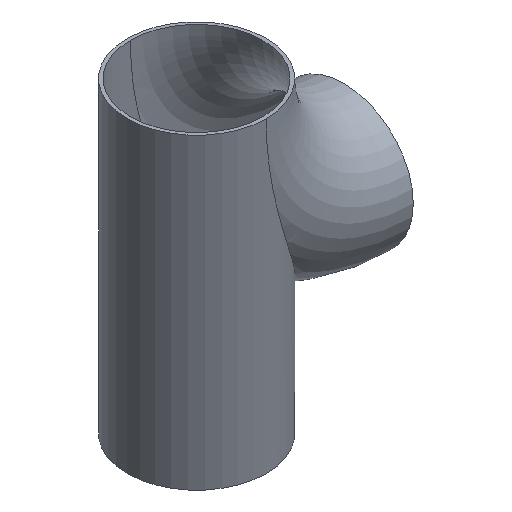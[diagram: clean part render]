
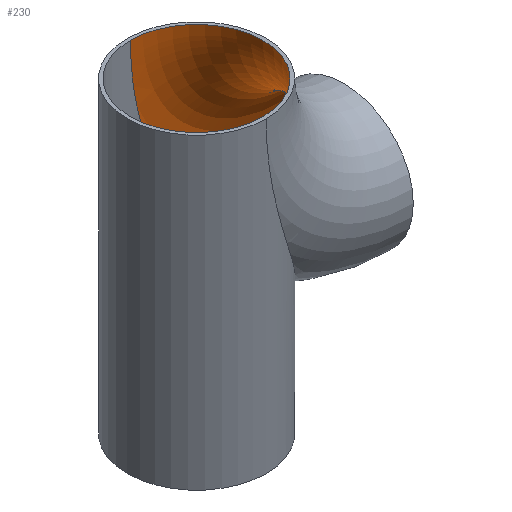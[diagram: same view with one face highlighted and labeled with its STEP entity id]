
A CAD part, isometric view. The second image highlights one B-rep face of the part: STEP entity #230.
In plain terms, the highlighted toroidal (fillet/blend) face has major radius 90 mm and minor radius 40.5 mm.
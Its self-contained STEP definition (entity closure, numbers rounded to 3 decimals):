
#73=CARTESIAN_POINT('',(0.,40.5,0.));
#74=VERTEX_POINT('',#73);
#75=CARTESIAN_POINT('',(0.,-40.5,0.));
#76=VERTEX_POINT('',#75);
#77=CARTESIAN_POINT('',(0.,40.5,0.));
#78=CARTESIAN_POINT('',(0.,40.5,-0.149));
#79=CARTESIAN_POINT('',(0.,40.5,-0.299));
#80=CARTESIAN_POINT('',(0.001,40.5,-0.448));
#81=CARTESIAN_POINT('',(0.019,40.5,-8.024));
#82=CARTESIAN_POINT('',(0.515,40.505,-15.197));
#83=CARTESIAN_POINT('',(1.339,40.478,-21.956));
#84=CARTESIAN_POINT('',(1.883,40.46,-26.416));
#85=CARTESIAN_POINT('',(2.571,40.426,-30.697));
#86=CARTESIAN_POINT('',(3.363,40.36,-34.793));
#87=CARTESIAN_POINT('',(3.811,40.323,-37.114));
#88=CARTESIAN_POINT('',(4.293,40.275,-39.376));
#89=CARTESIAN_POINT('',(4.802,40.214,-41.578));
#90=CARTESIAN_POINT('',(5.116,40.177,-42.938));
#91=CARTESIAN_POINT('',(5.44,40.134,-44.276));
#92=CARTESIAN_POINT('',(5.777,40.086,-45.604));
#93=CARTESIAN_POINT('',(8.588,39.681,-56.7));
#94=CARTESIAN_POINT('',(12.197,38.854,-66.905));
#95=CARTESIAN_POINT('',(16.108,37.159,-76.151));
#96=CARTESIAN_POINT('',(17.467,36.57,-79.362));
#97=CARTESIAN_POINT('',(18.862,35.877,-82.457));
#98=CARTESIAN_POINT('',(20.275,35.06,-85.434));
#99=CARTESIAN_POINT('',(20.721,34.802,-86.374));
#100=CARTESIAN_POINT('',(21.168,34.532,-87.3));
#101=CARTESIAN_POINT('',(21.612,34.252,-88.205));
#102=CARTESIAN_POINT('',(23.845,32.843,-92.763));
#103=CARTESIAN_POINT('',(26.011,31.169,-96.834));
#104=CARTESIAN_POINT('',(28.025,29.238,-100.444));
#105=CARTESIAN_POINT('',(29.139,28.17,-102.441));
#106=CARTESIAN_POINT('',(30.208,27.024,-104.296));
#107=CARTESIAN_POINT('',(31.219,25.8,-106.013));
#108=CARTESIAN_POINT('',(31.93,24.94,-107.22));
#109=CARTESIAN_POINT('',(32.609,24.045,-108.353));
#110=CARTESIAN_POINT('',(33.25,23.124,-109.407));
#111=CARTESIAN_POINT('',(34.698,21.042,-111.789));
#112=CARTESIAN_POINT('',(35.955,18.815,-113.783));
#113=CARTESIAN_POINT('',(36.996,16.48,-115.405));
#114=CARTESIAN_POINT('',(37.385,15.606,-116.012));
#115=CARTESIAN_POINT('',(37.742,14.722,-116.565));
#116=CARTESIAN_POINT('',(38.075,13.804,-117.077));
#117=CARTESIAN_POINT('',(38.889,11.56,-118.328));
#118=CARTESIAN_POINT('',(39.544,9.134,-119.315));
#119=CARTESIAN_POINT('',(39.967,6.546,-119.951));
#120=CARTESIAN_POINT('',(40.121,5.607,-120.182));
#121=CARTESIAN_POINT('',(40.243,4.656,-120.364));
#122=CARTESIAN_POINT('',(40.331,3.697,-120.495));
#123=CARTESIAN_POINT('',(40.433,2.584,-120.648));
#124=CARTESIAN_POINT('',(40.49,1.46,-120.732));
#125=CARTESIAN_POINT('',(40.499,0.327,-120.746));
#126=CARTESIAN_POINT('',(40.506,-0.544,-120.756));
#127=CARTESIAN_POINT('',(40.484,-1.42,-120.724));
#128=CARTESIAN_POINT('',(40.436,-2.285,-120.652));
#129=CARTESIAN_POINT('',(40.363,-3.569,-120.543));
#130=CARTESIAN_POINT('',(40.23,-4.837,-120.345));
#131=CARTESIAN_POINT('',(40.041,-6.083,-120.061));
#132=CARTESIAN_POINT('',(39.864,-7.247,-119.796));
#133=CARTESIAN_POINT('',(39.637,-8.393,-119.455));
#134=CARTESIAN_POINT('',(39.37,-9.499,-119.052));
#135=CARTESIAN_POINT('',(38.624,-12.594,-117.923));
#136=CARTESIAN_POINT('',(37.558,-15.41,-116.295));
#137=CARTESIAN_POINT('',(36.322,-17.915,-114.351));
#138=CARTESIAN_POINT('',(35.603,-19.373,-113.219));
#139=CARTESIAN_POINT('',(34.827,-20.726,-111.98));
#140=CARTESIAN_POINT('',(34.017,-21.979,-110.663));
#141=CARTESIAN_POINT('',(33.455,-22.849,-109.748));
#142=CARTESIAN_POINT('',(32.876,-23.672,-108.795));
#143=CARTESIAN_POINT('',(32.289,-24.447,-107.815));
#144=CARTESIAN_POINT('',(31.862,-25.012,-107.102));
#145=CARTESIAN_POINT('',(31.432,-25.549,-106.377));
#146=CARTESIAN_POINT('',(30.989,-26.076,-105.622));
#147=CARTESIAN_POINT('',(29.475,-27.875,-103.042));
#148=CARTESIAN_POINT('',(27.829,-29.513,-100.145));
#149=CARTESIAN_POINT('',(26.086,-30.98,-96.907));
#150=CARTESIAN_POINT('',(25.338,-31.61,-95.517));
#151=CARTESIAN_POINT('',(24.572,-32.209,-94.064));
#152=CARTESIAN_POINT('',(23.791,-32.775,-92.546));
#153=CARTESIAN_POINT('',(23.229,-33.184,-91.452));
#154=CARTESIAN_POINT('',(22.658,-33.575,-90.323));
#155=CARTESIAN_POINT('',(22.089,-33.946,-89.175));
#156=CARTESIAN_POINT('',(19.212,-35.818,-83.366));
#157=CARTESIAN_POINT('',(16.325,-37.176,-76.978));
#158=CARTESIAN_POINT('',(13.613,-38.144,-70.004));
#159=CARTESIAN_POINT('',(12.676,-38.478,-67.597));
#160=CARTESIAN_POINT('',(11.761,-38.766,-65.119));
#161=CARTESIAN_POINT('',(10.876,-39.012,-62.572));
#162=CARTESIAN_POINT('',(10.452,-39.13,-61.354));
#163=CARTESIAN_POINT('',(10.036,-39.239,-60.12));
#164=CARTESIAN_POINT('',(9.631,-39.338,-58.884));
#165=CARTESIAN_POINT('',(7.497,-39.861,-52.359));
#166=CARTESIAN_POINT('',(5.674,-40.128,-45.7));
#167=CARTESIAN_POINT('',(4.21,-40.281,-38.931));
#168=CARTESIAN_POINT('',(2.949,-40.412,-33.098));
#169=CARTESIAN_POINT('',(1.953,-40.459,-27.177));
#170=CARTESIAN_POINT('',(1.251,-40.481,-21.224));
#171=CARTESIAN_POINT('',(0.496,-40.504,-14.816));
#172=CARTESIAN_POINT('',(0.078,-40.5,-8.365));
#173=CARTESIAN_POINT('',(0.01,-40.5,-1.891));
#174=CARTESIAN_POINT('',(0.005,-40.5,-1.41));
#175=CARTESIAN_POINT('',(0.002,-40.5,-0.929));
#176=CARTESIAN_POINT('',(0.001,-40.5,-0.448));
#177=CARTESIAN_POINT('',(0.,-40.5,-0.299));
#178=CARTESIAN_POINT('',(0.,-40.5,-0.149));
#179=CARTESIAN_POINT('',(0.,-40.5,0.));
#180=B_SPLINE_CURVE_WITH_KNOTS('',3,(#77,#78,#79,#80,#81,#82,#83,#84,#85,#86,#87,#88,#89,#90,#91,#92,#93,#94,#95,#96,#97,#98,#99,#100,#101,#102,#103,#104,#105,#106,#107,#108,#109,#110,#111,#112,#113,#114,#115,#116,#117,#118,#119,#120,#121,#122,#123,#124,#125,#126,#127,#128,#129,#130,#131,#132,#133,#134,#135,#136,#137,#138,#139,#140,#141,#142,#143,#144,#145,#146,#147,#148,#149,#150,#151,#152,#153,#154,#155,#156,#157,#158,#159,#160,#161,#162,#163,#164,#165,#166,#167,#168,#169,#170,#171,#172,#173,#174,#175,#176,#177,#178,#179),.UNSPECIFIED.,.F.,.U.,(4,3,3,3,3,3,3,3,3,3,3,3,3,3,3,3,3,3,3,3,3,3,3,3,3,3,3,3,3,3,3,3,3,3,4),(-31.502,-31.473,-30.05,-29.111,-28.579,-28.251,-25.508,-24.555,-24.254,-22.738,-21.899,-21.31,-19.978,-19.48,-18.263,-17.821,-17.308,-16.913,-16.327,-15.78,-14.25,-13.359,-12.741,-12.291,-10.754,-10.095,-9.619,-7.215,-6.384,-5.988,-3.893,-2.087,-0.144,0.0,0.045),.UNSPECIFIED.);
#181=EDGE_CURVE('',#74,#76,#180,.T.);
#204=CARTESIAN_POINT('',(90.0,0.0,0.));
#205=DIRECTION('',(0.0,1.0,0.0));
#206=DIRECTION('',(0.0,0.0,1.0));
#207=AXIS2_PLACEMENT_3D('',#204,#205,#206);
#208=TOROIDAL_SURFACE('',#207,90.0,40.5);
#209=CARTESIAN_POINT('',(90.,0.,-49.5));
#210=VERTEX_POINT('',#209);
#211=CARTESIAN_POINT('',(90.,0.0,-90.));
#212=DIRECTION('',(-1.0,0.0,0.0));
#213=DIRECTION('',(0.0,0.0,-1.0));
#214=AXIS2_PLACEMENT_3D('',#211,#212,#213);
#215=CIRCLE('',#214,40.5);
#216=EDGE_CURVE('',#210,#210,#215,.T.);
#217=ORIENTED_EDGE('',*,*,#216,.F.);
#218=EDGE_LOOP('',(#217));
#219=FACE_OUTER_BOUND('',#218,.T.);
#220=ORIENTED_EDGE('',*,*,#181,.T.);
#221=CARTESIAN_POINT('',(0.0,0.0,0.));
#222=DIRECTION('',(0.0,0.0,-1.0));
#223=DIRECTION('',(-1.0,0.0,0.0));
#224=AXIS2_PLACEMENT_3D('',#221,#222,#223);
#225=CIRCLE('',#224,40.5);
#226=EDGE_CURVE('',#74,#76,#225,.T.);
#227=ORIENTED_EDGE('',*,*,#226,.F.);
#228=EDGE_LOOP('',(#220,#227));
#229=FACE_BOUND('',#228,.T.);
#230=ADVANCED_FACE('',(#219,#229),#208,.F.);
